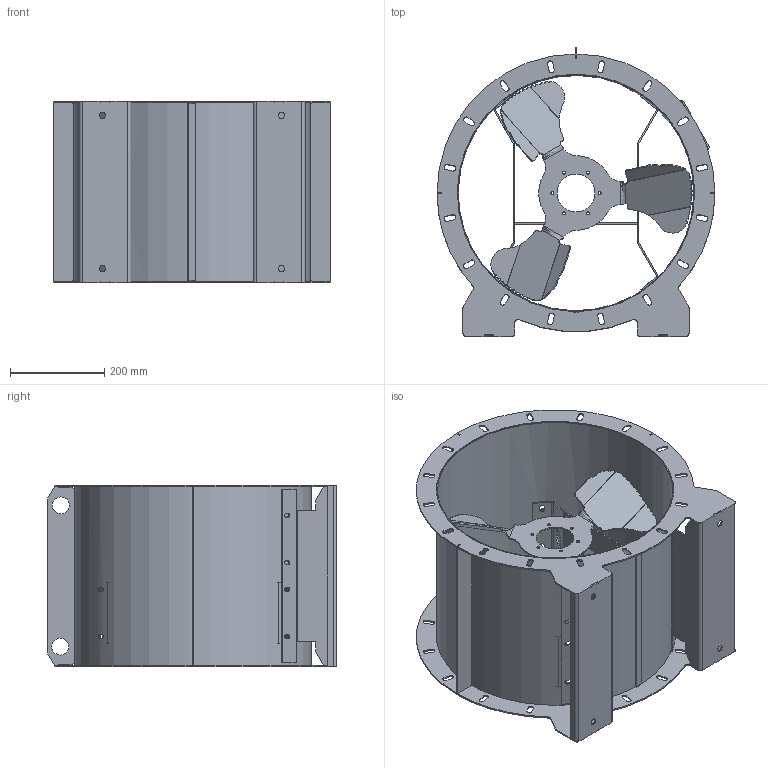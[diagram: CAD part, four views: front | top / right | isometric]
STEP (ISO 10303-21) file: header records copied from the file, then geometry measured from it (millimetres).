
FILE_DESCRIPTION(('STEP AP203'), '1');
FILE_NAME('蟲 5', '', ('UNSPECIFIED'), ('UNSPECIFIED'), 'ASCON STEP Converter 1.3', 'ASCON Math Kernel', '');
FILE_SCHEMA(('CONFIG_CONTROL_DESIGN'));
Length unit declared in the file: millimetre
Bounding box: 589.99 x 614.5 x 385 mm (x, y, z)
Volume: 2755855.2 mm3; surface area: 2646192.9 mm2
Topology: 8 solids, 8 shells, 1013 faces, 2837 edges, 1826 vertices
Faces by surface type: plane 612, cylinder 371, bspline 30
Full cylindrical faces by diameter (mm): 6.5 x6, 13 x4, 28 x1, 36 x2, 40 x4, 80.3 x1
Entity records: 43651 total; most frequent: CARTESIAN_POINT 8634, ORIENTED_EDGE 5638, DIRECTION 5421, EDGE_CURVE 2819, LINE 2021, VECTOR 2021, VERTEX_POINT 1826, AXIS2_PLACEMENT_3D 1700
